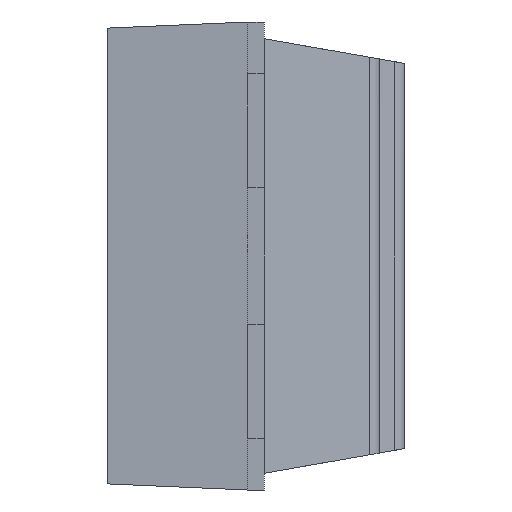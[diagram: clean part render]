
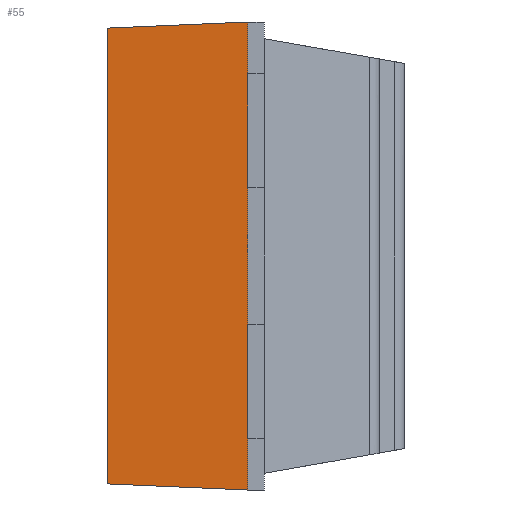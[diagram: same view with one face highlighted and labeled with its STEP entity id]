
A CAD part, left-side view. The second image highlights one B-rep face of the part: STEP entity #55.
In plain terms, the highlighted planar face has unit normal (-0.999, 0.044, 0).
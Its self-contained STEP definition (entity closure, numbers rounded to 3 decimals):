
#36 = ORIENTED_EDGE ( 'NONE', *, *, #870, .T. ) ;
#50 = VECTOR ( 'NONE', #1592, 1000. ) ;
#55 = ADVANCED_FACE ( 'NONE', ( #1486 ), #346, .T. ) ;
#63 = CARTESIAN_POINT ( 'NONE',  ( -1.563, 0.94, -1.4 ) ) ;
#81 = LINE ( 'NONE', #1457, #599 ) ;
#94 = CARTESIAN_POINT ( 'NONE',  ( -1.563, 0.94, -1.363 ) ) ;
#160 = CARTESIAN_POINT ( 'NONE',  ( -1.563, 0.94, 1.363 ) ) ;
#226 = AXIS2_PLACEMENT_3D ( 'NONE', #1243, #1354, #606 ) ;
#237 = VERTEX_POINT ( 'NONE', #1561 ) ;
#275 = VECTOR ( 'NONE', #697, 1000. ) ;
#346 = PLANE ( 'NONE',  #226 ) ;
#444 = CARTESIAN_POINT ( 'NONE',  ( -1.6, 0.1, -1.4 ) ) ;
#465 = EDGE_CURVE ( 'NONE', #760, #1456, #81, .T. ) ;
#470 = ORIENTED_EDGE ( 'NONE', *, *, #494, .F. ) ;
#494 = EDGE_CURVE ( 'NONE', #516, #760, #1085, .T. ) ;
#516 = VERTEX_POINT ( 'NONE', #94 ) ;
#568 = LINE ( 'NONE', #444, #1076 ) ;
#599 = VECTOR ( 'NONE', #1093, 1000. ) ;
#606 = DIRECTION ( 'NONE',  ( -0.044, -0.999, 0. ) ) ;
#629 = EDGE_LOOP ( 'NONE', ( #1109, #878, #470, #36 ) ) ;
#658 = LINE ( 'NONE', #1578, #275 ) ;
#697 = DIRECTION ( 'NONE',  ( 0., 0., 1. ) ) ;
#760 = VERTEX_POINT ( 'NONE', #160 ) ;
#870 = EDGE_CURVE ( 'NONE', #516, #237, #568, .T. ) ;
#878 = ORIENTED_EDGE ( 'NONE', *, *, #465, .F. ) ;
#954 = DIRECTION ( 'NONE',  ( -0.044, -0.998, -0.044 ) ) ;
#977 = EDGE_CURVE ( 'NONE', #237, #1456, #658, .T. ) ;
#1076 = VECTOR ( 'NONE', #954, 1000. ) ;
#1085 = LINE ( 'NONE', #63, #50 ) ;
#1093 = DIRECTION ( 'NONE',  ( -0.044, -0.998, 0.044 ) ) ;
#1109 = ORIENTED_EDGE ( 'NONE', *, *, #977, .T. ) ;
#1168 = CARTESIAN_POINT ( 'NONE',  ( -1.6, 0.1, 1.4 ) ) ;
#1243 = CARTESIAN_POINT ( 'NONE',  ( -1.6, 0.1, -1.4 ) ) ;
#1354 = DIRECTION ( 'NONE',  ( -0.999, 0.044, 0. ) ) ;
#1456 = VERTEX_POINT ( 'NONE', #1168 ) ;
#1457 = CARTESIAN_POINT ( 'NONE',  ( -1.6, 0.1, 1.4 ) ) ;
#1486 = FACE_OUTER_BOUND ( 'NONE', #629, .T. ) ;
#1561 = CARTESIAN_POINT ( 'NONE',  ( -1.6, 0.1, -1.4 ) ) ;
#1578 = CARTESIAN_POINT ( 'NONE',  ( -1.6, 0.1, 1.4 ) ) ;
#1592 = DIRECTION ( 'NONE',  ( 0., 0., 1. ) ) ;
